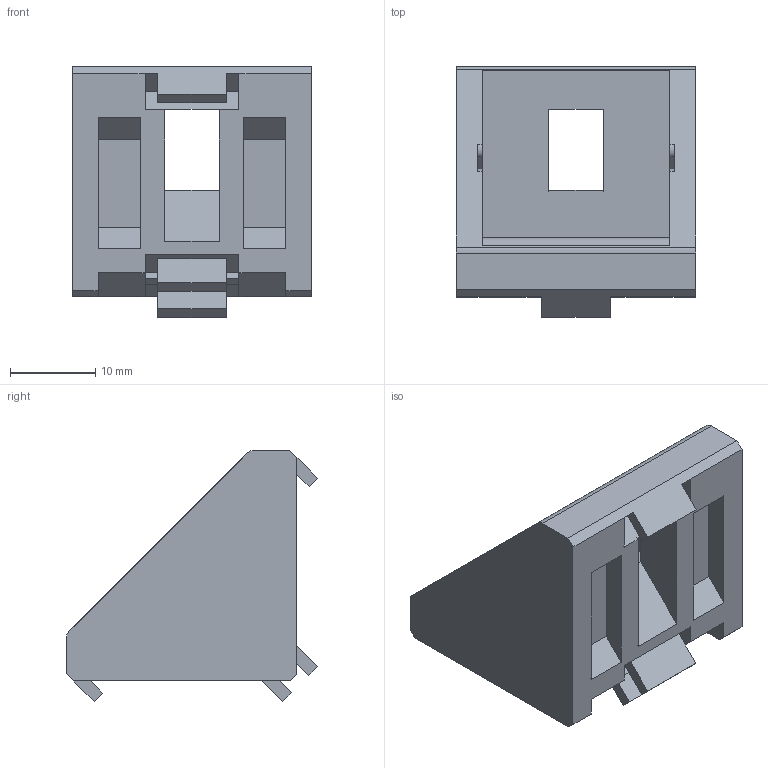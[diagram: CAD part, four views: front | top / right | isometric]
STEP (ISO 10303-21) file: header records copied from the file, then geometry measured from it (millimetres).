
FILE_DESCRIPTION( ( 'STEP AP214' ), '1' );
FILE_NAME( '093W303N08.stp', '2020-06-10T19:28:17', ( 'License CC BY-ND 4.0' ), ( 'CADENAS' ), ' ', 'PARTsolutions', ' ' );
FILE_SCHEMA( ( 'AUTOMOTIVE_DESIGN { 1 0 10303 214 1 1 1 1 }' ) );
Length unit declared in the file: millimetre
Products named in the file (2): 093W303N08; _093W303N08-1
Assembly tree (1 placements, depth 2):
  093W303N08
    _093W303N08-1
Bounding box: 28 x 29.4 x 29.4 mm (x, y, z)
Volume: 7581.3 mm3; surface area: 5115.5 mm2
Topology: 1 solids, 1 shells, 95 faces, 260 edges, 172 vertices
Faces by surface type: plane 86, cylinder 9
Entity records: 3766 total; most frequent: CARTESIAN_POINT 529, ORIENTED_EDGE 520, DIRECTION 472, EDGE_CURVE 260, LINE 242, VECTOR 242, VERTEX_POINT 172, AXIS2_PLACEMENT_3D 115
